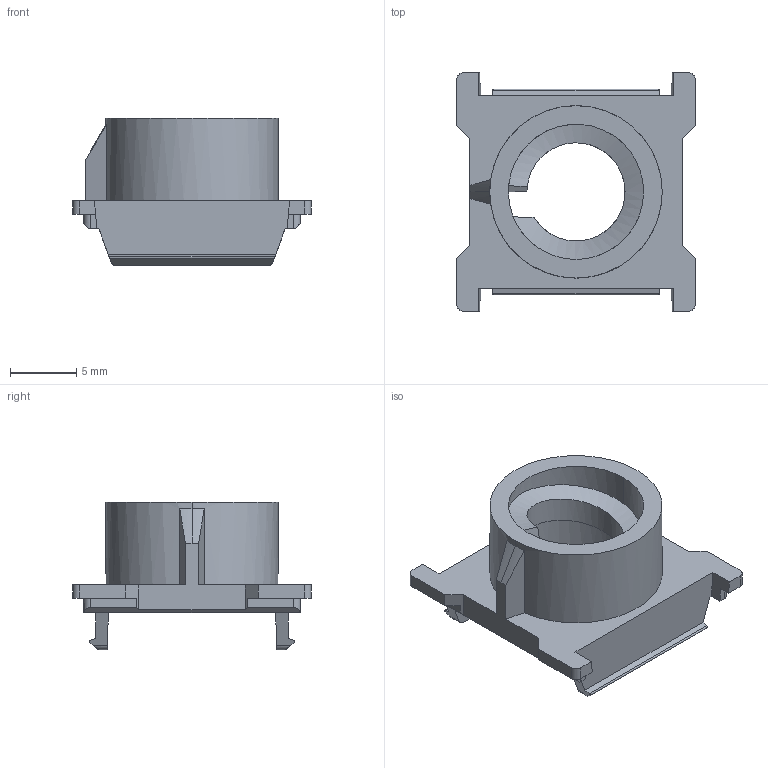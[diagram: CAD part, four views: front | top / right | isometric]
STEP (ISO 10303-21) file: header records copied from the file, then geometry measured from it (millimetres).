
FILE_DESCRIPTION (( 'STEP AP214' ), '1' );
FILE_NAME ('750-0999-075 Rev3.STEP', '2022-10-26T23:56:44', ( '' ), ( '' ), 'SwSTEP 2.0', 'SolidWorks 2021', '' );
FILE_SCHEMA (( 'AUTOMOTIVE_DESIGN' ));
Length unit declared in the file: millimetre
Products named in the file (1): 750-0999-075 Rev3
Bounding box: 18 x 18 x 11.16 mm (x, y, z)
Volume: 718.9 mm3; surface area: 1254.2 mm2
Topology: 1 solids, 1 shells, 92 faces, 267 edges, 177 vertices
Faces by surface type: plane 65, cylinder 22, bspline 3, cone 2
Entity records: 3296 total; most frequent: CARTESIAN_POINT 917, ORIENTED_EDGE 534, DIRECTION 435, EDGE_CURVE 267, VECTOR 201, LINE 201, VERTEX_POINT 177, AXIS2_PLACEMENT_3D 117
